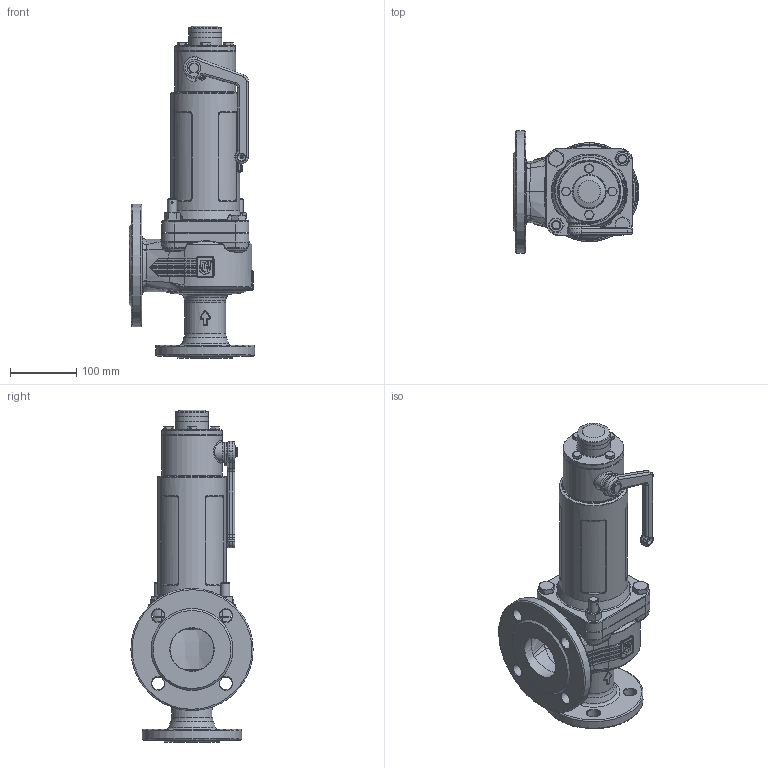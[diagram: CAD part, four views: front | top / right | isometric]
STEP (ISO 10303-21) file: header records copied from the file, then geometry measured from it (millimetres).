
FILE_DESCRIPTION(('HOOPS Exchange Step'),'2;1');
FILE_NAME('SF0610_DN40_40-65.stp','2025-06-27T13:26:18+02:00',('nieru'),('Unknown organisation'),'HOOPS Exchange 2024.2','HOOPS Exchange','Unknown authorisation');
FILE_SCHEMA( ('AP203_CONFIGURATION_CONTROLLED_3D_DESIGN_OF_MECHANICAL_PARTS_AND_ASSEMBLIES_MIM_LF') );
Length unit declared in the file: millimetre
Products named in the file (2): 0; root
Assembly tree (1 placements, depth 2):
  root
    0
Bounding box: 190 x 185 x 502.5 mm (x, y, z)
Volume: 3859704.8 mm3; surface area: 445232.9 mm2
Topology: 20 solids, 20 shells, 1513 faces, 3719 edges, 2248 vertices
Faces by surface type: bspline 577, cylinder 350, plane 316, torus 158, cone 111, sphere 1
Full cylindrical faces by diameter (mm): 2 x2, 3 x1, 4.9 x1, 6 x1, 10 x1, 11.6 x4, 11.835 x2, 14 x2, 15.2 x1, 19 x8, 20.5 x2, 22 x1, 36.5 x1, 42 x1, 47.8 x1, 50 x3, 62 x1, 72.05 x1, 92 x2, 104 x1, 104.865 x1, 116 x1, 150 x1, 185 x1
Entity records: 104650 total; most frequent: CARTESIAN_POINT 73421, ORIENTED_EDGE 7326, DIRECTION 5134, EDGE_CURVE 3663, VERTEX_POINT 2248, AXIS2_PLACEMENT_3D 2084, EDGE_LOOP 1607, FACE_BOUND 1607
